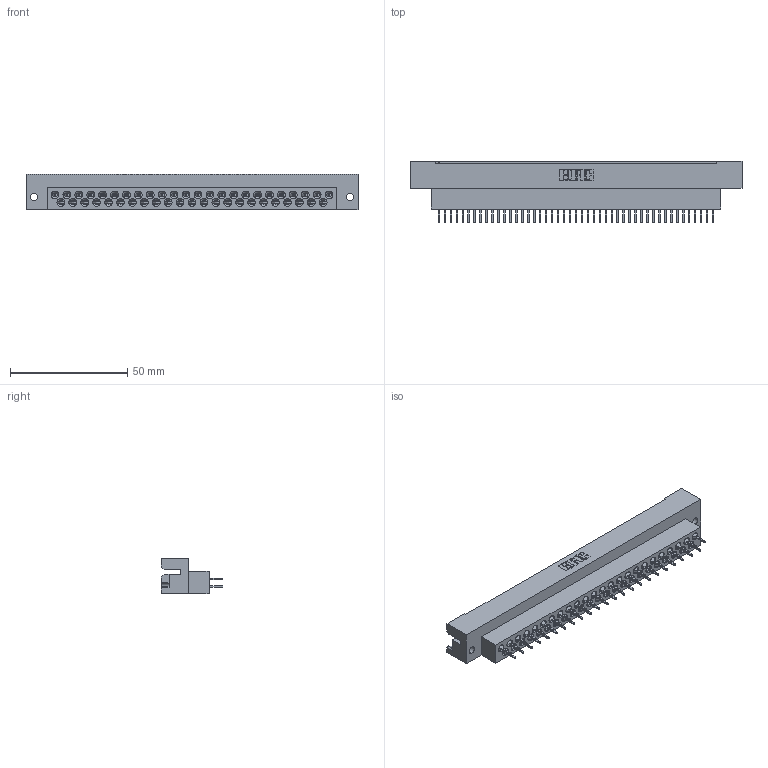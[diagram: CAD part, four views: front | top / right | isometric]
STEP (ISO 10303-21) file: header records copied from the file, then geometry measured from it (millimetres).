
FILE_DESCRIPTION (( 'STEP AP203' ), '1' );
FILE_NAME ('438-047-520-122.STEP', '2020-03-12T21:07:58', ( '' ), ( '' ), 'SwSTEP 2.0', 'SolidWorks 2016', '' );
FILE_SCHEMA (( 'CONFIG_CONTROL_DESIGN' ));
Length unit declared in the file: millimetre
Products named in the file (3): 438-210-001_438-210-047-112; 516-290-001_520; 438-047-520-122
Assembly tree (48 placements, depth 2):
  438-047-520-122
    438-210-001_438-210-047-112
    516-290-001_520  x47
Bounding box: 141.48 x 26.33 x 15.09 mm (x, y, z)
Volume: 25784.3 mm3; surface area: 30246.5 mm2
Topology: 48 solids, 48 shells, 4766 faces, 13886 edges, 9177 vertices
Faces by surface type: plane 3047, cylinder 1274, bspline 304, cone 141
Entity records: 51777 total; most frequent: CARTESIAN_POINT 11715, ORIENTED_EDGE 8636, DIRECTION 7293, EDGE_CURVE 4318, LINE 3013, VECTOR 3013, VERTEX_POINT 2829, AXIS2_PLACEMENT_3D 2140
